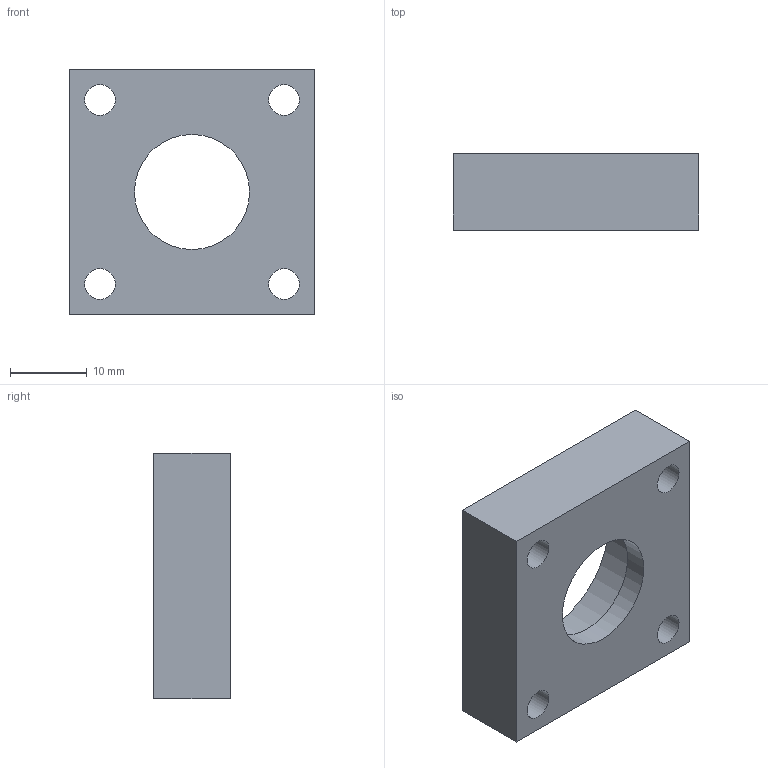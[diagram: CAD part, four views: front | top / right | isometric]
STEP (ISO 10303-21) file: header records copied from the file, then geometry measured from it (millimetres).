
FILE_DESCRIPTION((' '),'2;1');
FILE_NAME( 'BB_Plastic_Holder.stp', '2025-05-19T14:21:20', (' '), ('--- ---'), ' V2025.1 Dec 16 2024', ' 2025 (c)', ' ');
FILE_SCHEMA(('AP242_MANAGED_MODEL_BASED_3D_ENGINEERING_MIM_LF { 1 0 10303 442 1 1 4 }'));
Length unit declared in the file: millimetre
Products named in the file (1): BB_Plastic_Holder
Bounding box: 32 x 10 x 32 mm (x, y, z)
Volume: 6546.3 mm3; surface area: 4001.9 mm2
Topology: 1 solids, 1 shells, 13 faces, 30 edges, 20 vertices
Faces by surface type: plane 7, cylinder 6
Full cylindrical faces by diameter (mm): 4 x4, 15 x1, 22 x1
Entity records: 406 total; most frequent: DIRECTION 70, CARTESIAN_POINT 62, ORIENTED_EDGE 48, EDGE_LOOP 30, AXIS2_PLACEMENT_3D 29, EDGE_CURVE 24, VERTEX_POINT 20, FACE_BOUND 17
